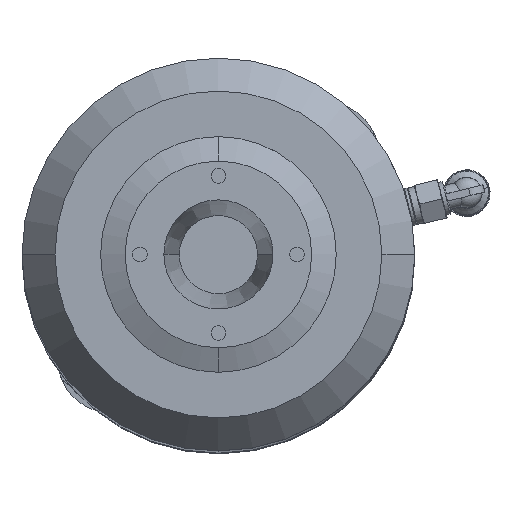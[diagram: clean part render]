
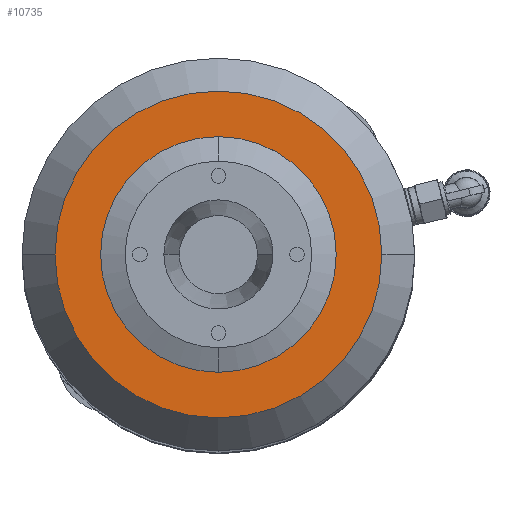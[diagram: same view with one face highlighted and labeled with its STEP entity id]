
A CAD part, top view. The second image highlights one B-rep face of the part: STEP entity #10735.
In plain terms, the highlighted face is planar.
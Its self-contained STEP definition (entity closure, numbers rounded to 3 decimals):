
#195 = DIRECTION ( 'NONE',  ( 0., 0., 1. ) ) ;
#296 = EDGE_LOOP ( 'NONE', ( #2383, #4011 ) ) ;
#342 = FACE_OUTER_BOUND ( 'NONE', #5231, .T. ) ;
#739 = DIRECTION ( 'NONE',  ( 1., 0., 0. ) ) ;
#770 = DIRECTION ( 'NONE',  ( 1., 0., 0. ) ) ;
#772 = CIRCLE ( 'NONE', #6309, 33.287 ) ;
#1348 = AXIS2_PLACEMENT_3D ( 'NONE', #8340, #739, #5790 ) ;
#1594 = DIRECTION ( 'NONE',  ( 0., 0., -1. ) ) ;
#1937 = EDGE_CURVE ( 'NONE', #7358, #5822, #7019, .T. ) ;
#2256 = VERTEX_POINT ( 'NONE', #5210 ) ;
#2383 = ORIENTED_EDGE ( 'NONE', *, *, #1937, .T. ) ;
#2500 = AXIS2_PLACEMENT_3D ( 'NONE', #7985, #4600, #3842 ) ;
#2681 = ORIENTED_EDGE ( 'NONE', *, *, #9661, .F. ) ;
#3220 = CARTESIAN_POINT ( 'NONE',  ( 5., 0., 19.85 ) ) ;
#3742 = CARTESIAN_POINT ( 'NONE',  ( 5., 0., -33.287 ) ) ;
#3842 = DIRECTION ( 'NONE',  ( 0., 0., -1. ) ) ;
#4011 = ORIENTED_EDGE ( 'NONE', *, *, #7400, .T. ) ;
#4600 = DIRECTION ( 'NONE',  ( 1., 0., 0. ) ) ;
#5012 = ORIENTED_EDGE ( 'NONE', *, *, #6466, .F. ) ;
#5210 = CARTESIAN_POINT ( 'NONE',  ( 5., 0., 33.287 ) ) ;
#5231 = EDGE_LOOP ( 'NONE', ( #5012, #2681 ) ) ;
#5790 = DIRECTION ( 'NONE',  ( 0., 0., -1. ) ) ;
#5822 = VERTEX_POINT ( 'NONE', #3220 ) ;
#6029 = AXIS2_PLACEMENT_3D ( 'NONE', #8516, #8592, #195 ) ;
#6116 = DIRECTION ( 'NONE',  ( 0., 0., -1. ) ) ;
#6309 = AXIS2_PLACEMENT_3D ( 'NONE', #8676, #9490, #6116 ) ;
#6466 = EDGE_CURVE ( 'NONE', #9181, #2256, #9487, .T. ) ;
#6595 = CIRCLE ( 'NONE', #2500, 19.85 ) ;
#6885 = FACE_BOUND ( 'NONE', #296, .T. ) ;
#6916 = PLANE ( 'NONE',  #6029 ) ;
#6949 = CARTESIAN_POINT ( 'NONE',  ( 5., 0., -19.85 ) ) ;
#7019 = CIRCLE ( 'NONE', #1348, 19.85 ) ;
#7358 = VERTEX_POINT ( 'NONE', #6949 ) ;
#7400 = EDGE_CURVE ( 'NONE', #5822, #7358, #6595, .T. ) ;
#7985 = CARTESIAN_POINT ( 'NONE',  ( 5., 0., 0. ) ) ;
#8340 = CARTESIAN_POINT ( 'NONE',  ( 5., 0., 0. ) ) ;
#8516 = CARTESIAN_POINT ( 'NONE',  ( 5., 19.85, 0. ) ) ;
#8592 = DIRECTION ( 'NONE',  ( -1., 0., 0. ) ) ;
#8676 = CARTESIAN_POINT ( 'NONE',  ( 5., 0., 0. ) ) ;
#9181 = VERTEX_POINT ( 'NONE', #3742 ) ;
#9487 = CIRCLE ( 'NONE', #9968, 33.287 ) ;
#9490 = DIRECTION ( 'NONE',  ( 1., 0., 0. ) ) ;
#9661 = EDGE_CURVE ( 'NONE', #2256, #9181, #772, .T. ) ;
#9968 = AXIS2_PLACEMENT_3D ( 'NONE', #10745, #770, #1594 ) ;
#10735 = ADVANCED_FACE ( 'NONE', ( #342, #6885 ), #6916, .T. ) ;
#10745 = CARTESIAN_POINT ( 'NONE',  ( 5., 0., 0. ) ) ;
